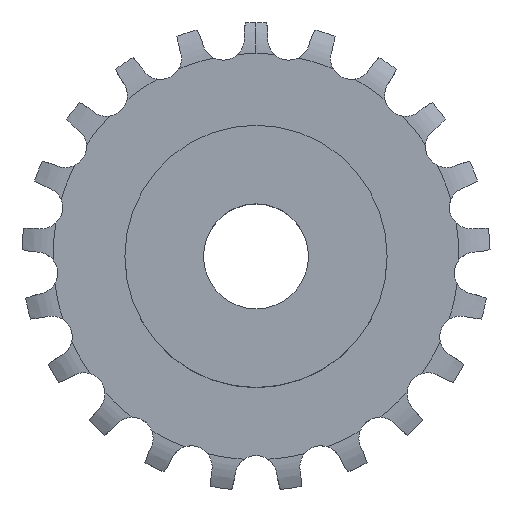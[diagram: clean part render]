
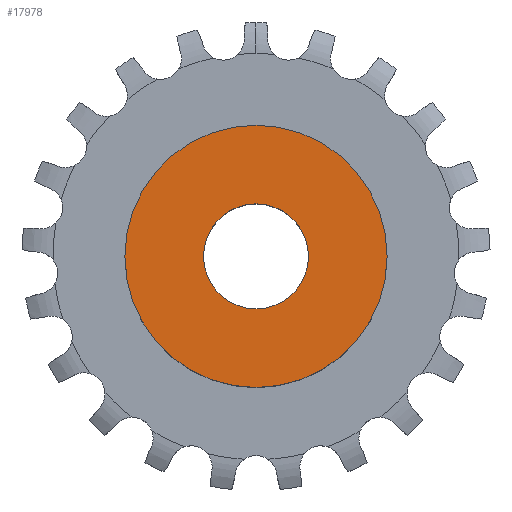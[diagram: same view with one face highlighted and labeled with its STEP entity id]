
A CAD part, top view. The second image highlights one B-rep face of the part: STEP entity #17978.
In plain terms, the highlighted planar face has unit normal (0, 0, 1).
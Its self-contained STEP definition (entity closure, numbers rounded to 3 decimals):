
#2669 = CYLINDRICAL_SURFACE('',#2670,4.);
#2670 = AXIS2_PLACEMENT_3D('',#2671,#2672,#2673);
#2671 = CARTESIAN_POINT('',(0.,0.,5000.));
#2672 = DIRECTION('',(0.,0.,1.));
#2673 = DIRECTION('',(1.,0.,-0.));
#4575 = CYLINDRICAL_SURFACE('',#4576,10.);
#4576 = AXIS2_PLACEMENT_3D('',#4577,#4578,#4579);
#4577 = CARTESIAN_POINT('',(0.,0.,0.));
#4578 = DIRECTION('',(-0.,-0.,-1.));
#4579 = DIRECTION('',(1.,0.,0.));
#14284 = EDGE_CURVE('',#14285,#14285,#14287,.T.);
#14285 = VERTEX_POINT('',#14286);
#14286 = CARTESIAN_POINT('',(4.,0.,11.85));
#14287 = SURFACE_CURVE('',#14288,(#14293,#14300),.PCURVE_S1.);
#14288 = CIRCLE('',#14289,4.);
#14289 = AXIS2_PLACEMENT_3D('',#14290,#14291,#14292);
#14290 = CARTESIAN_POINT('',(0.,0.,11.85));
#14291 = DIRECTION('',(0.,0.,1.));
#14292 = DIRECTION('',(1.,0.,-0.));
#14293 = PCURVE('',#2669,#14294);
#14294 = DEFINITIONAL_REPRESENTATION('',(#14295),#14299);
#14295 = LINE('',#14296,#14297);
#14296 = CARTESIAN_POINT('',(0.,-4988.15));
#14297 = VECTOR('',#14298,1.);
#14298 = DIRECTION('',(1.,0.));
#14299 = ( GEOMETRIC_REPRESENTATION_CONTEXT(2) 
PARAMETRIC_REPRESENTATION_CONTEXT() REPRESENTATION_CONTEXT('2D SPACE',''
  ) );
#14300 = PCURVE('',#14301,#14306);
#14301 = PLANE('',#14302);
#14302 = AXIS2_PLACEMENT_3D('',#14303,#14304,#14305);
#14303 = CARTESIAN_POINT('',(0.,0.,11.85));
#14304 = DIRECTION('',(-0.,0.,1.));
#14305 = DIRECTION('',(0.,-1.,0.));
#14306 = DEFINITIONAL_REPRESENTATION('',(#14307),#14311);
#14307 = CIRCLE('',#14308,4.);
#14308 = AXIS2_PLACEMENT_2D('',#14309,#14310);
#14309 = CARTESIAN_POINT('',(0.,0.));
#14310 = DIRECTION('',(0.,1.));
#14311 = ( GEOMETRIC_REPRESENTATION_CONTEXT(2) 
PARAMETRIC_REPRESENTATION_CONTEXT() REPRESENTATION_CONTEXT('2D SPACE',''
  ) );
#16739 = VERTEX_POINT('',#16740);
#16740 = CARTESIAN_POINT('',(10.,0.,11.85));
#16761 = EDGE_CURVE('',#16739,#16739,#16762,.T.);
#16762 = SURFACE_CURVE('',#16763,(#16768,#16775),.PCURVE_S1.);
#16763 = CIRCLE('',#16764,10.);
#16764 = AXIS2_PLACEMENT_3D('',#16765,#16766,#16767);
#16765 = CARTESIAN_POINT('',(0.,0.,11.85));
#16766 = DIRECTION('',(0.,0.,1.));
#16767 = DIRECTION('',(1.,0.,0.));
#16768 = PCURVE('',#4575,#16769);
#16769 = DEFINITIONAL_REPRESENTATION('',(#16770),#16774);
#16770 = LINE('',#16771,#16772);
#16771 = CARTESIAN_POINT('',(-0.,-11.85));
#16772 = VECTOR('',#16773,1.);
#16773 = DIRECTION('',(-1.,0.));
#16774 = ( GEOMETRIC_REPRESENTATION_CONTEXT(2) 
PARAMETRIC_REPRESENTATION_CONTEXT() REPRESENTATION_CONTEXT('2D SPACE',''
  ) );
#16775 = PCURVE('',#14301,#16776);
#16776 = DEFINITIONAL_REPRESENTATION('',(#16777),#16781);
#16777 = CIRCLE('',#16778,10.);
#16778 = AXIS2_PLACEMENT_2D('',#16779,#16780);
#16779 = CARTESIAN_POINT('',(0.,0.));
#16780 = DIRECTION('',(0.,1.));
#16781 = ( GEOMETRIC_REPRESENTATION_CONTEXT(2) 
PARAMETRIC_REPRESENTATION_CONTEXT() REPRESENTATION_CONTEXT('2D SPACE',''
  ) );
#17978 = ADVANCED_FACE('',(#17979,#17982),#14301,.T.);
#17979 = FACE_BOUND('',#17980,.T.);
#17980 = EDGE_LOOP('',(#17981));
#17981 = ORIENTED_EDGE('',*,*,#16761,.T.);
#17982 = FACE_BOUND('',#17983,.T.);
#17983 = EDGE_LOOP('',(#17984));
#17984 = ORIENTED_EDGE('',*,*,#14284,.F.);
